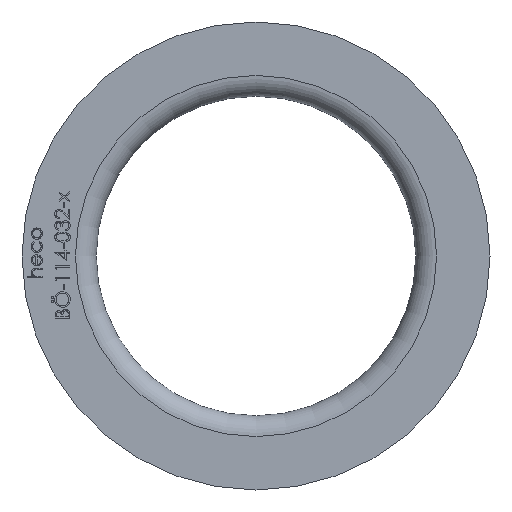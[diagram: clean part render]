
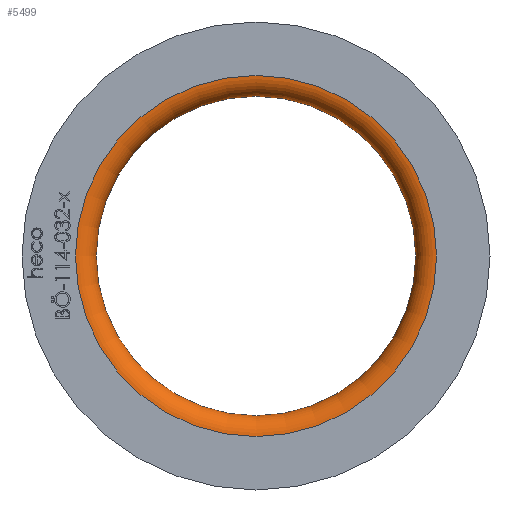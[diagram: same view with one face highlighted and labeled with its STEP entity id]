
A CAD part, left-side view. The second image highlights one B-rep face of the part: STEP entity #5499.
In plain terms, the highlighted toroidal (fillet/blend) face has major radius 60.95 mm and minor radius 7 mm.
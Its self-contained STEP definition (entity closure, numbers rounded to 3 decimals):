
#230 = VERTEX_POINT ( 'NONE', #1304 ) ;
#455 = CARTESIAN_POINT ( 'NONE',  ( 7., 0., 0. ) ) ;
#524 = DIRECTION ( 'NONE',  ( 0., 0., 1. ) ) ;
#1304 = CARTESIAN_POINT ( 'NONE',  ( 0., 0., 60.95 ) ) ;
#2072 = CIRCLE ( 'NONE', #8992, 53.95 ) ;
#2544 = VERTEX_POINT ( 'NONE', #9944 ) ;
#2947 = ORIENTED_EDGE ( 'NONE', *, *, #13033, .F. ) ;
#3045 = AXIS2_PLACEMENT_3D ( 'NONE', #7280, #5049, #4987 ) ;
#3471 = FACE_OUTER_BOUND ( 'NONE', #12566, .T. ) ;
#4468 = DIRECTION ( 'NONE',  ( -1., 0., 0. ) ) ;
#4515 = EDGE_CURVE ( 'NONE', #230, #230, #11927, .T. ) ;
#4754 = ORIENTED_EDGE ( 'NONE', *, *, #4515, .T. ) ;
#4987 = DIRECTION ( 'NONE',  ( 0., 0., 1. ) ) ;
#5049 = DIRECTION ( 'NONE',  ( -1., 0., 0. ) ) ;
#5499 = ADVANCED_FACE ( 'NONE', ( #3471, #6812 ), #5939, .T. ) ;
#5839 = EDGE_LOOP ( 'NONE', ( #4754 ) ) ;
#5939 = TOROIDAL_SURFACE ( 'NONE', #7059, 60.95, 7. ) ;
#6812 = FACE_OUTER_BOUND ( 'NONE', #5839, .T. ) ;
#7059 = AXIS2_PLACEMENT_3D ( 'NONE', #455, #4468, #524 ) ;
#7280 = CARTESIAN_POINT ( 'NONE',  ( 0., 0., 0. ) ) ;
#8992 = AXIS2_PLACEMENT_3D ( 'NONE', #11461, #13629, #10626 ) ;
#9944 = CARTESIAN_POINT ( 'NONE',  ( 7., 0., 53.95 ) ) ;
#10626 = DIRECTION ( 'NONE',  ( 0., 0., 1. ) ) ;
#11461 = CARTESIAN_POINT ( 'NONE',  ( 7., 0., 0. ) ) ;
#11927 = CIRCLE ( 'NONE', #3045, 60.95 ) ;
#12566 = EDGE_LOOP ( 'NONE', ( #2947 ) ) ;
#13033 = EDGE_CURVE ( 'NONE', #2544, #2544, #2072, .T. ) ;
#13629 = DIRECTION ( 'NONE',  ( -1., 0., 0. ) ) ;
